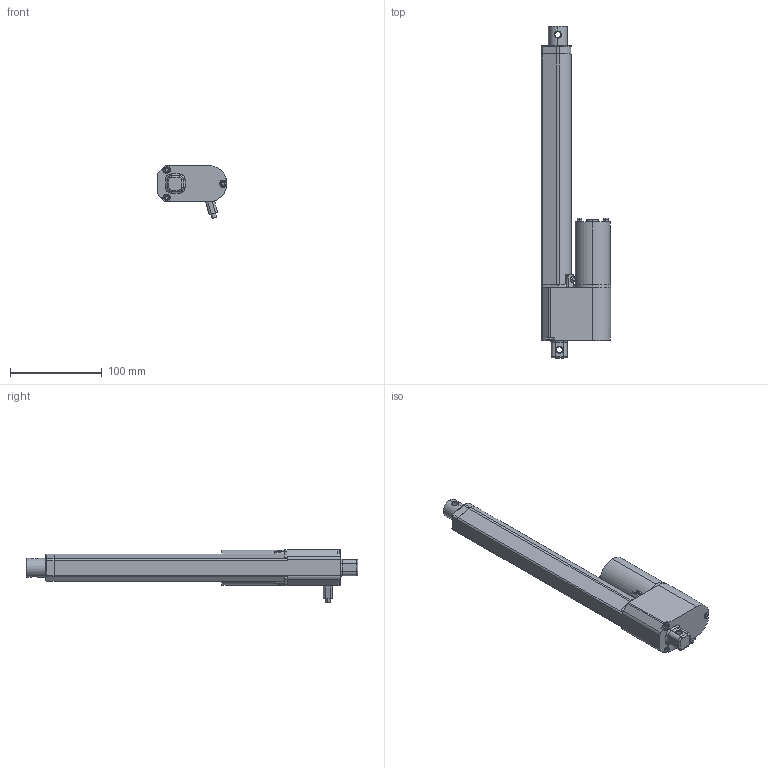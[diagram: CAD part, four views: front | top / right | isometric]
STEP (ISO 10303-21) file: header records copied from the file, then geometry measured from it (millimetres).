
FILE_DESCRIPTION (( 'STEP AP214' ), '1' );
FILE_NAME ('PA-14P-8.STEP', '2015-12-07T21:19:01', ( '' ), ( '' ), 'SwSTEP 2.0', 'SolidWorks 2016', '' );
FILE_SCHEMA (( 'AUTOMOTIVE_DESIGN' ));
Length unit declared in the file: inch
Products named in the file (1): PA-14P-8
Bounding box: 75.69 x 361.44 x 57.66 mm (x, y, z)
Volume: 461322.4 mm3; surface area: 64211 mm2
Topology: 4 solids, 4 shells, 223 faces, 560 edges, 356 vertices
Faces by surface type: cylinder 104, plane 62, torus 36, cone 17, bspline 4
Entity records: 10710 total; most frequent: CARTESIAN_POINT 2208, DIRECTION 1254, ORIENTED_EDGE 1120, EDGE_CURVE 560, AXIS2_PLACEMENT_3D 510, VERTEX_POINT 356, CIRCLE 290, EDGE_LOOP 242
